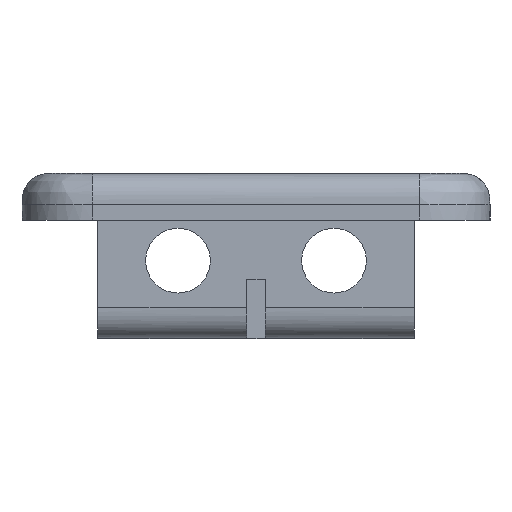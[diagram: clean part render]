
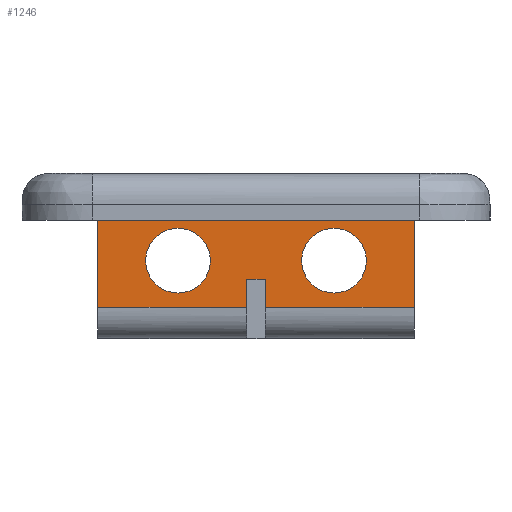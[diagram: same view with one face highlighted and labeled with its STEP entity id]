
A CAD part, left-side view. The second image highlights one B-rep face of the part: STEP entity #1246.
In plain terms, the highlighted planar face has unit normal (-1, 0, 0).
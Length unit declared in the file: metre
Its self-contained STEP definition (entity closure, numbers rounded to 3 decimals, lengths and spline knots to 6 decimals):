
#58=CIRCLE('',#1332,0.002075);
#59=CIRCLE('',#1333,0.002075);
#98=B_SPLINE_CURVE_WITH_KNOTS('',3,(#1670,#1671,#1672,#1673),
 .UNSPECIFIED.,.F.,.F.,(4,4),(0.,1.),.UNSPECIFIED.);
#99=B_SPLINE_CURVE_WITH_KNOTS('',3,(#1681,#1682,#1683,#1684),
 .UNSPECIFIED.,.F.,.F.,(4,4),(0.,1.),.UNSPECIFIED.);
#100=B_SPLINE_CURVE_WITH_KNOTS('',3,(#1690,#1691,#1692,#1693),
 .UNSPECIFIED.,.F.,.F.,(4,4),(0.,1.),.UNSPECIFIED.);
#181=ORIENTED_EDGE('',*,*,#563,.F.);
#182=ORIENTED_EDGE('',*,*,#564,.T.);
#183=ORIENTED_EDGE('',*,*,#565,.T.);
#184=ORIENTED_EDGE('',*,*,#566,.T.);
#185=ORIENTED_EDGE('',*,*,#567,.F.);
#186=ORIENTED_EDGE('',*,*,#568,.T.);
#187=ORIENTED_EDGE('',*,*,#569,.T.);
#188=ORIENTED_EDGE('',*,*,#570,.F.);
#189=ORIENTED_EDGE('',*,*,#571,.T.);
#190=ORIENTED_EDGE('',*,*,#572,.T.);
#191=ORIENTED_EDGE('',*,*,#573,.T.);
#192=ORIENTED_EDGE('',*,*,#574,.F.);
#563=EDGE_CURVE('',#754,#755,#882,.T.);
#564=EDGE_CURVE('',#754,#756,#98,.T.);
#565=EDGE_CURVE('',#756,#757,#883,.T.);
#566=EDGE_CURVE('',#757,#758,#884,.T.);
#567=EDGE_CURVE('',#759,#758,#885,.T.);
#568=EDGE_CURVE('',#759,#760,#99,.T.);
#569=EDGE_CURVE('',#760,#761,#886,.T.);
#570=EDGE_CURVE('',#762,#761,#887,.T.);
#571=EDGE_CURVE('',#762,#763,#100,.T.);
#572=EDGE_CURVE('',#763,#755,#888,.T.);
#573=EDGE_CURVE('',#764,#764,#58,.T.);
#574=EDGE_CURVE('',#765,#765,#59,.T.);
#754=VERTEX_POINT('',#1668);
#755=VERTEX_POINT('',#1669);
#756=VERTEX_POINT('',#1674);
#757=VERTEX_POINT('',#1676);
#758=VERTEX_POINT('',#1678);
#759=VERTEX_POINT('',#1680);
#760=VERTEX_POINT('',#1685);
#761=VERTEX_POINT('',#1687);
#762=VERTEX_POINT('',#1689);
#763=VERTEX_POINT('',#1694);
#764=VERTEX_POINT('',#1697);
#765=VERTEX_POINT('',#1699);
#882=LINE('',#1667,#950);
#883=LINE('',#1675,#951);
#884=LINE('',#1677,#952);
#885=LINE('',#1679,#953);
#886=LINE('',#1686,#954);
#887=LINE('',#1688,#955);
#888=LINE('',#1695,#956);
#950=VECTOR('',#1423,1.);
#951=VECTOR('',#1424,1.);
#952=VECTOR('',#1425,1.);
#953=VECTOR('',#1426,1.);
#954=VECTOR('',#1427,1.);
#955=VECTOR('',#1428,1.);
#956=VECTOR('',#1429,1.);
#1018=EDGE_LOOP('',(#181,#182,#183,#184,#185,#186,#187,#188,#189,#190));
#1019=EDGE_LOOP('',(#191));
#1020=EDGE_LOOP('',(#192));
#1119=FACE_BOUND('',#1018,.T.);
#1120=FACE_BOUND('',#1019,.T.);
#1121=FACE_BOUND('',#1020,.T.);
#1220=PLANE('',#1331);
#1246=ADVANCED_FACE('',(#1119,#1120,#1121),#1220,.T.);
#1331=AXIS2_PLACEMENT_3D('',#1666,#1421,#1422);
#1332=AXIS2_PLACEMENT_3D('',#1696,#1430,#1431);
#1333=AXIS2_PLACEMENT_3D('',#1698,#1432,#1433);
#1421=DIRECTION('',(-1.,0.,0.));
#1422=DIRECTION('',(0.,0.,1.));
#1423=DIRECTION('',(0.,0.,1.));
#1424=DIRECTION('',(0.,0.,1.));
#1425=DIRECTION('',(0.,-1.,0.));
#1426=DIRECTION('',(0.,0.,1.));
#1427=DIRECTION('',(0.,0.,1.));
#1428=DIRECTION('',(0.,0.,-1.));
#1429=DIRECTION('',(0.,0.,-1.));
#1430=DIRECTION('',(1.,0.,0.));
#1431=DIRECTION('',(0.,0.,1.));
#1432=DIRECTION('',(-1.,0.,0.));
#1433=DIRECTION('',(0.,0.,1.));
#1666=CARTESIAN_POINT('',(0.1325,0.0101,0.003));
#1667=CARTESIAN_POINT('',(0.1325,0.01015,-0.0076));
#1668=CARTESIAN_POINT('',(0.1325,0.01015,-0.0056));
#1669=CARTESIAN_POINT('',(0.1325,0.01015,0.));
#1670=CARTESIAN_POINT('',(0.1325,0.01015,-0.0056));
#1671=CARTESIAN_POINT('',(0.1325,0.006967,-0.0056));
#1672=CARTESIAN_POINT('',(0.1325,0.003783,-0.0056));
#1673=CARTESIAN_POINT('',(0.1325,0.0006,-0.0056));
#1674=CARTESIAN_POINT('',(0.1325,0.0006,-0.0056));
#1675=CARTESIAN_POINT('',(0.1325,0.0006,-0.0057));
#1676=CARTESIAN_POINT('',(0.1325,0.0006,-0.0038));
#1677=CARTESIAN_POINT('',(0.1325,0.0003,-0.0038));
#1678=CARTESIAN_POINT('',(0.1325,-0.0006,-0.0038));
#1679=CARTESIAN_POINT('',(0.1325,-0.0006,-0.0057));
#1680=CARTESIAN_POINT('',(0.1325,-0.0006,-0.0056));
#1681=CARTESIAN_POINT('',(0.1325,-0.0006,-0.0056));
#1682=CARTESIAN_POINT('',(0.1325,-0.003783,-0.0056));
#1683=CARTESIAN_POINT('',(0.1325,-0.006967,-0.0056));
#1684=CARTESIAN_POINT('',(0.1325,-0.01015,-0.0056));
#1685=CARTESIAN_POINT('',(0.1325,-0.01015,-0.0056));
#1686=CARTESIAN_POINT('',(0.1325,-0.01015,-0.0076));
#1687=CARTESIAN_POINT('',(0.1325,-0.01015,0.));
#1688=CARTESIAN_POINT('',(0.1325,-0.01015,0.003));
#1689=CARTESIAN_POINT('',(0.1325,-0.01015,0.001));
#1690=CARTESIAN_POINT('',(0.1325,-0.01015,0.001));
#1691=CARTESIAN_POINT('',(0.1325,-0.003383,0.001));
#1692=CARTESIAN_POINT('',(0.1325,0.003383,0.001));
#1693=CARTESIAN_POINT('',(0.1325,0.01015,0.001));
#1694=CARTESIAN_POINT('',(0.1325,0.01015,0.001));
#1695=CARTESIAN_POINT('',(0.1325,0.01015,0.003));
#1696=CARTESIAN_POINT('',(0.1325,-0.005,-0.0026));
#1697=CARTESIAN_POINT('',(0.1325,-0.005,-0.000525));
#1698=CARTESIAN_POINT('',(0.1325,0.005,-0.0026));
#1699=CARTESIAN_POINT('',(0.1325,0.005,-0.000525));
